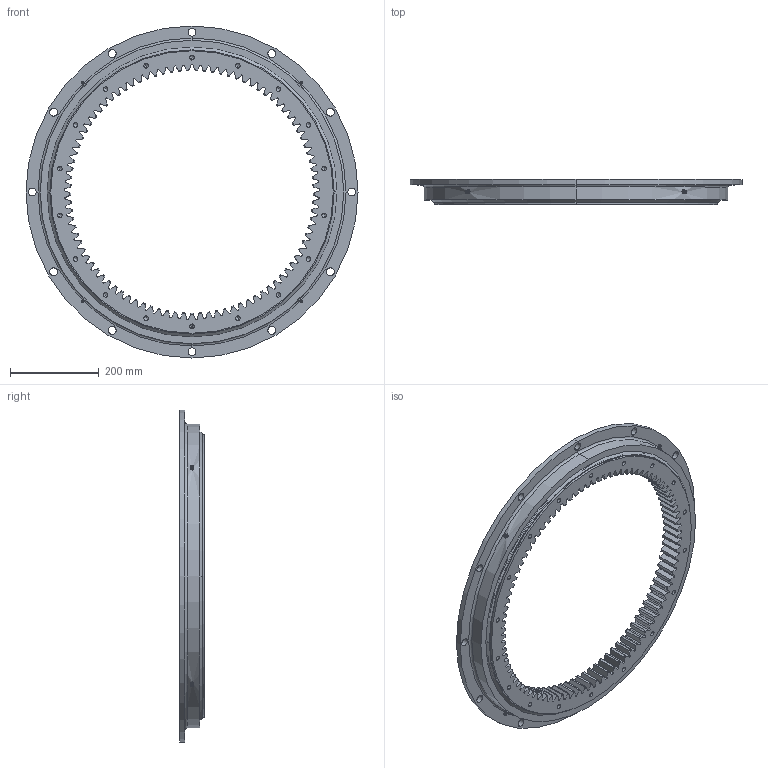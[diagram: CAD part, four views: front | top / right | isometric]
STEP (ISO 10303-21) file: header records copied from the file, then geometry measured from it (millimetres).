
FILE_DESCRIPTION (( 'STEP AP203' ), '1' );
FILE_NAME ('22-0641-01.STEP', '2017-12-27T15:57:29', ( 'defontaine' ), ( 'Hewlett-Packard Company' ), 'SwSTEP 2.0', 'SolidWorks 2016', '' );
FILE_SCHEMA (( 'CONFIG_CONTROL_DESIGN' ));
Length unit declared in the file: millimetre
Products named in the file (1): 22-0641-01
Bounding box: 748 x 56 x 748 mm (x, y, z)
Volume: 5638733.1 mm3; surface area: 1016493.5 mm2
Topology: 9 solids, 9 shells, 811 faces, 2259 edges, 1463 vertices
Faces by surface type: cylinder 279, cone 255, plane 239, torus 28, sphere 10
Entity records: 26893 total; most frequent: CARTESIAN_POINT 6122, ORIENTED_EDGE 4436, DIRECTION 4306, EDGE_CURVE 2218, AXIS2_PLACEMENT_3D 1664, VERTEX_POINT 1460, VECTOR 978, LINE 978
